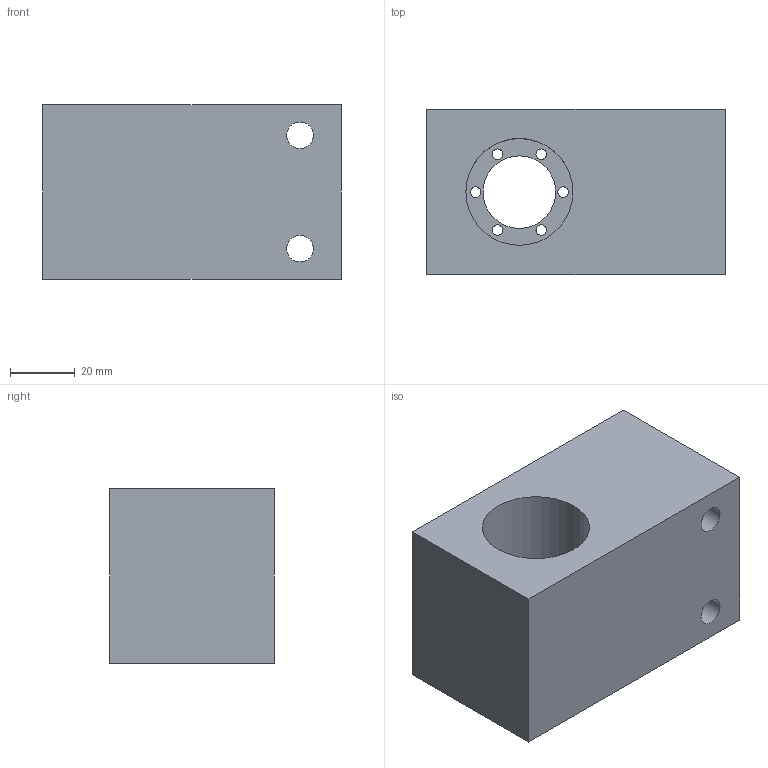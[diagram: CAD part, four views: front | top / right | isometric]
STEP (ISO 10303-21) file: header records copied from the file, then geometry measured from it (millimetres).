
FILE_DESCRIPTION(/* description */ ('STEP AP214'),/* implementation_level */ '2;1');
FILE_NAME(/* name */ 'S-U09900012-000__MOUNT - TADS V2.0 DOOR MOTOR MOUNT.step',/* time_stamp */ '2026-01-17T12:55:34-07:00',/* author */ (''),/* organization */ (''),/* preprocessor_version */ 'ST-DEVELOPER v20.1',/* originating_system */ 'Autodesk Translation Framework v14.21.0.0',/* authorisation */ '');
FILE_SCHEMA (('AUTOMOTIVE_DESIGN { 1 0 10303 214 3 1 1 }'));
Length unit declared in the file: inch
Products named in the file (2): MOUNT - TADS V2.0 DOOR MOTOR MOUNT; ARRAY - MOTOR MOUNT BLOCK
Assembly tree (1 placements, depth 2):
  MOUNT - TADS V2.0 DOOR MOTOR MOUNT
    ARRAY - MOTOR MOUNT BLOCK
Bounding box: 92.08 x 50.8 x 53.98 mm (x, y, z)
Volume: 202167.1 mm3; surface area: 31995.8 mm2
Topology: 1 solids, 1 shells, 17 faces, 42 edges, 28 vertices
Faces by surface type: cylinder 10, plane 7
Full cylindrical faces by diameter (mm): 3.25 x6, 8.255 x2, 22.4 x1, 33 x1
Entity records: 614 total; most frequent: DIRECTION 102, CARTESIAN_POINT 90, ORIENTED_EDGE 84, EDGE_CURVE 42, AXIS2_PLACEMENT_3D 40, EDGE_LOOP 36, VERTEX_POINT 28, LINE 22
